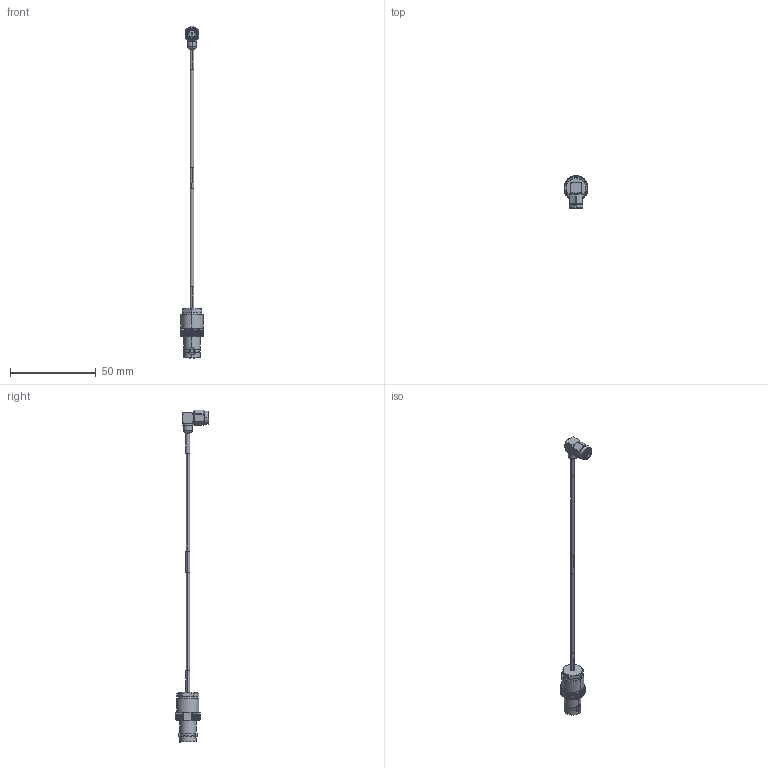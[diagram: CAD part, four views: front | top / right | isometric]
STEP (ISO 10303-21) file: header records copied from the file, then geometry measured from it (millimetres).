
FILE_DESCRIPTION (( 'STEP AP214' ), '1' );
FILE_NAME ('LCCA30534.step', '2020-06-19T12:58:56', ( '' ), ( '' ), 'SwSTEP 2.0', 'SolidWorks 2018', '' );
FILE_SCHEMA (( 'AUTOMOTIVE_DESIGN' ));
Length unit declared in the file: inch
Products named in the file (6): 1AW01-002_.08 ID; LC085TB (085 FORMABLE); LCCN3044_HS; LCCA30534; LCCN3044; LCCN3041
Assembly tree (6 placements, depth 2):
  LCCA30534
    LC085TB (085 FORMABLE)
    1AW01-002_.08 ID  x2
    LCCN3041
    LCCN3044
    LCCN3044_HS
Bounding box: 12.95 x 19.3 x 194.01 mm (x, y, z)
Volume: 3927 mm3; surface area: 4265.6 mm2
Topology: 9 solids, 9 shells, 612 faces, 1465 edges, 883 vertices
Faces by surface type: plane 317, cone 156, cylinder 126, torus 8, bspline 5
Entity records: 19416 total; most frequent: CARTESIAN_POINT 5318, ORIENTED_EDGE 2902, DIRECTION 2737, EDGE_CURVE 1451, AXIS2_PLACEMENT_3D 1020, VERTEX_POINT 875, VECTOR 697, LINE 697
